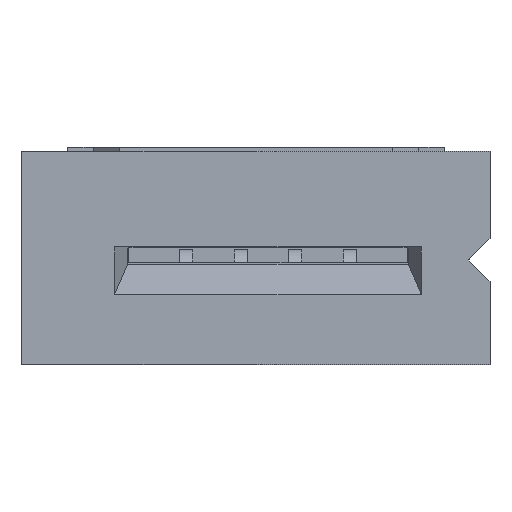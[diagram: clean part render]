
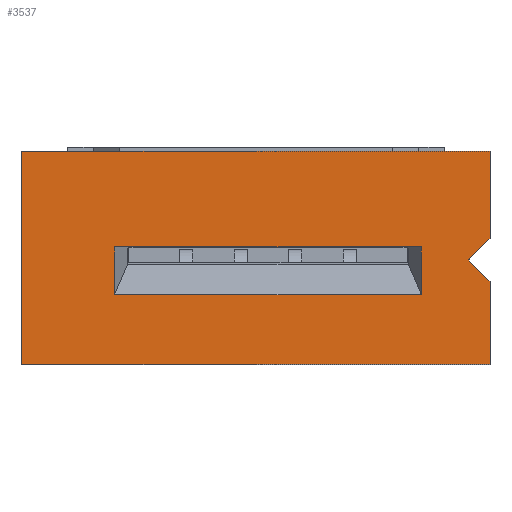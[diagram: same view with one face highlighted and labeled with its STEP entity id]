
A CAD part, top view. The second image highlights one B-rep face of the part: STEP entity #3537.
In plain terms, the highlighted planar face has unit normal (0, 0, 1).
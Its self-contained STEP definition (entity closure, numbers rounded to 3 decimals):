
#765=DIRECTION('',(1.,0.,0.));
#766=VECTOR('',#765,7.05);
#767=CARTESIAN_POINT('',(-3.25,1.5,6.7));
#768=LINE('',#767,#766);
#805=DIRECTION('',(-1.,0.,0.));
#806=VECTOR('',#805,7.05);
#807=CARTESIAN_POINT('',(3.8,0.4,6.7));
#808=LINE('',#807,#806);
#809=DIRECTION('',(0.,-1.,0.));
#810=VECTOR('',#809,1.1);
#811=CARTESIAN_POINT('',(3.8,1.5,6.7));
#812=LINE('',#811,#810);
#813=DIRECTION('',(0.,1.,0.));
#814=VECTOR('',#813,1.1);
#815=CARTESIAN_POINT('',(-3.25,0.4,6.7));
#816=LINE('',#815,#814);
#817=DIRECTION('',(-0.707,-0.707,0.));
#818=VECTOR('',#817,0.707);
#819=CARTESIAN_POINT('',(5.375,1.7,6.7));
#820=LINE('',#819,#818);
#821=DIRECTION('',(0.707,-0.707,0.));
#822=VECTOR('',#821,0.707);
#823=CARTESIAN_POINT('',(4.875,1.2,6.7));
#824=LINE('',#823,#822);
#825=DIRECTION('',(1.,0.,0.));
#826=VECTOR('',#825,10.75);
#827=CARTESIAN_POINT('',(-5.375,3.7,6.7));
#828=LINE('',#827,#826);
#837=DIRECTION('',(0.,-1.,0.));
#838=VECTOR('',#837,2.);
#839=CARTESIAN_POINT('',(5.375,3.7,6.7));
#840=LINE('',#839,#838);
#861=DIRECTION('',(0.,-1.,0.));
#862=VECTOR('',#861,1.9);
#863=CARTESIAN_POINT('',(5.375,0.7,6.7));
#864=LINE('',#863,#862);
#913=DIRECTION('',(1.,0.,0.));
#914=VECTOR('',#913,10.75);
#915=CARTESIAN_POINT('',(-5.375,-1.2,6.7));
#916=LINE('',#915,#914);
#929=DIRECTION('',(0.,-1.,0.));
#930=VECTOR('',#929,4.9);
#931=CARTESIAN_POINT('',(-5.375,3.7,6.7));
#932=LINE('',#931,#930);
#1981=CARTESIAN_POINT('',(-5.375,3.7,6.7));
#1982=VERTEX_POINT('',#1981);
#1983=CARTESIAN_POINT('',(-5.375,-1.2,6.7));
#1984=VERTEX_POINT('',#1983);
#1986=CARTESIAN_POINT('',(5.375,3.7,6.7));
#1988=VERTEX_POINT('',#1986);
#1989=CARTESIAN_POINT('',(5.375,-1.2,6.7));
#1991=VERTEX_POINT('',#1989);
#2125=CARTESIAN_POINT('',(3.8,0.4,6.7));
#2126=CARTESIAN_POINT('',(-3.25,0.4,6.7));
#2127=VERTEX_POINT('',#2125);
#2128=VERTEX_POINT('',#2126);
#2131=CARTESIAN_POINT('',(-3.25,1.5,6.7));
#2132=VERTEX_POINT('',#2131);
#2133=CARTESIAN_POINT('',(3.8,1.5,6.7));
#2134=VERTEX_POINT('',#2133);
#2166=CARTESIAN_POINT('',(5.375,1.7,6.7));
#2168=VERTEX_POINT('',#2166);
#2170=CARTESIAN_POINT('',(5.375,0.7,6.7));
#2172=VERTEX_POINT('',#2170);
#2175=CARTESIAN_POINT('',(4.875,1.2,6.7));
#2176=VERTEX_POINT('',#2175);
#3510=CARTESIAN_POINT('',(-5.375,3.7,6.7));
#3511=DIRECTION('',(0.,0.,1.));
#3512=DIRECTION('',(0.,-1.,0.));
#3513=AXIS2_PLACEMENT_3D('',#3510,#3511,#3512);
#3514=PLANE('',#3513);
#3516=ORIENTED_EDGE('',*,*,#3515,.T.);
#3518=ORIENTED_EDGE('',*,*,#3517,.T.);
#3520=ORIENTED_EDGE('',*,*,#3519,.T.);
#3522=ORIENTED_EDGE('',*,*,#3521,.F.);
#3524=ORIENTED_EDGE('',*,*,#3523,.F.);
#3525=ORIENTED_EDGE('',*,*,#2698,.T.);
#3527=ORIENTED_EDGE('',*,*,#3526,.T.);
#3528=EDGE_LOOP('',(#3516,#3518,#3520,#3522,#3524,#3525,#3527));
#3529=FACE_OUTER_BOUND('',#3528,.F.);
#3530=ORIENTED_EDGE('',*,*,#3489,.F.);
#3531=ORIENTED_EDGE('',*,*,#3501,.F.);
#3532=ORIENTED_EDGE('',*,*,#3438,.F.);
#3534=ORIENTED_EDGE('',*,*,#3533,.F.);
#3535=EDGE_LOOP('',(#3530,#3531,#3532,#3534));
#3536=FACE_BOUND('',#3535,.F.);
#3537=ADVANCED_FACE('',(#3529,#3536),#3514,.T.);
#2698=EDGE_CURVE('',#1982,#1988,#828,.T.);
#3438=EDGE_CURVE('',#2132,#2134,#768,.T.);
#3489=EDGE_CURVE('',#2127,#2128,#808,.T.);
#3501=EDGE_CURVE('',#2134,#2127,#812,.T.);
#3515=EDGE_CURVE('',#2168,#2176,#820,.T.);
#3517=EDGE_CURVE('',#2176,#2172,#824,.T.);
#3519=EDGE_CURVE('',#2172,#1991,#864,.T.);
#3521=EDGE_CURVE('',#1984,#1991,#916,.T.);
#3523=EDGE_CURVE('',#1982,#1984,#932,.T.);
#3526=EDGE_CURVE('',#1988,#2168,#840,.T.);
#3533=EDGE_CURVE('',#2128,#2132,#816,.T.);
